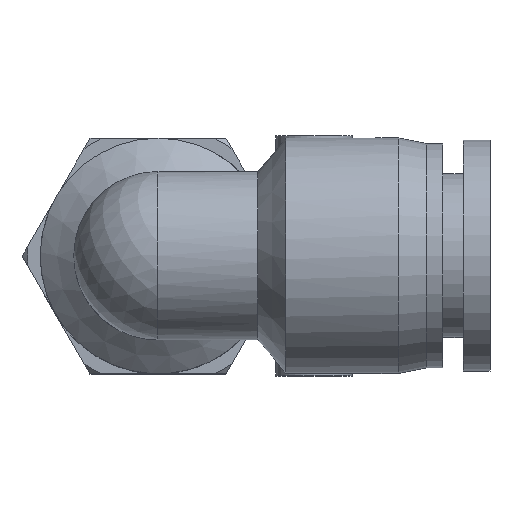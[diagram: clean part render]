
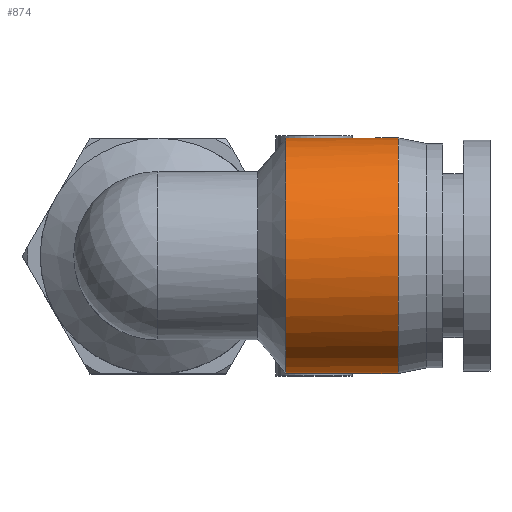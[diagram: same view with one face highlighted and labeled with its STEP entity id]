
A CAD part, top view. The second image highlights one B-rep face of the part: STEP entity #874.
In plain terms, the highlighted cylindrical face has radius 10.5 mm (diameter 21 mm), a full revolution.
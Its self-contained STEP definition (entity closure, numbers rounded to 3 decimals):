
#142=FACE_OUTER_BOUND('',#201,.T.);
#201=EDGE_LOOP('',(#801,#802,#803,#804,#805,#806,#807,#808,#809));
#219=LINE('',#1373,#264);
#226=LINE('',#1394,#271);
#250=LINE('',#1610,#295);
#264=VECTOR('',#1043,1.);
#271=VECTOR('',#1066,1.);
#295=VECTOR('',#1224,10.5);
#313=CIRCLE('',#903,10.5);
#314=CIRCLE('',#905,10.5);
#343=CIRCLE('',#975,10.5);
#344=CIRCLE('',#977,10.5);
#345=CIRCLE('',#978,10.5);
#376=VERTEX_POINT('',#1368);
#377=VERTEX_POINT('',#1372);
#378=VERTEX_POINT('',#1376);
#380=VERTEX_POINT('',#1379);
#383=VERTEX_POINT('',#1393);
#429=VERTEX_POINT('',#1605);
#430=VERTEX_POINT('',#1609);
#466=EDGE_CURVE('',#377,#376,#219,.T.);
#469=EDGE_CURVE('',#380,#378,#313,.T.);
#472=EDGE_CURVE('',#378,#377,#314,.T.);
#477=EDGE_CURVE('',#383,#380,#226,.T.);
#555=EDGE_CURVE('',#429,#429,#343,.T.);
#556=EDGE_CURVE('',#429,#430,#250,.T.);
#557=EDGE_CURVE('',#383,#430,#344,.T.);
#558=EDGE_CURVE('',#430,#376,#345,.T.);
#801=ORIENTED_EDGE('',*,*,#555,.F.);
#802=ORIENTED_EDGE('',*,*,#556,.T.);
#803=ORIENTED_EDGE('',*,*,#557,.F.);
#804=ORIENTED_EDGE('',*,*,#477,.T.);
#805=ORIENTED_EDGE('',*,*,#469,.T.);
#806=ORIENTED_EDGE('',*,*,#472,.T.);
#807=ORIENTED_EDGE('',*,*,#466,.T.);
#808=ORIENTED_EDGE('',*,*,#558,.F.);
#809=ORIENTED_EDGE('',*,*,#556,.F.);
#825=CYLINDRICAL_SURFACE('',#976,10.5);
#874=ADVANCED_FACE('',(#142),#825,.T.);
#903=AXIS2_PLACEMENT_3D('',#1380,#1048,#1049);
#905=AXIS2_PLACEMENT_3D('',#1384,#1054,#1055);
#975=AXIS2_PLACEMENT_3D('',#1607,#1220,#1221);
#976=AXIS2_PLACEMENT_3D('',#1608,#1222,#1223);
#977=AXIS2_PLACEMENT_3D('',#1611,#1225,#1226);
#978=AXIS2_PLACEMENT_3D('',#1612,#1227,#1228);
#1043=DIRECTION('',(-1.,0.,0.));
#1048=DIRECTION('center_axis',(1.,0.,0.));
#1049=DIRECTION('ref_axis',(0.,1.,0.));
#1054=DIRECTION('center_axis',(1.,0.,0.));
#1055=DIRECTION('ref_axis',(0.,1.,0.));
#1066=DIRECTION('',(1.,0.,0.));
#1220=DIRECTION('center_axis',(1.,0.,0.));
#1221=DIRECTION('ref_axis',(0.,-1.,0.));
#1222=DIRECTION('center_axis',(1.,0.,0.));
#1223=DIRECTION('ref_axis',(0.,1.,0.));
#1224=DIRECTION('',(-1.,0.,0.));
#1225=DIRECTION('center_axis',(-1.,0.,0.));
#1226=DIRECTION('ref_axis',(0.,0.,1.));
#1227=DIRECTION('center_axis',(-1.,0.,0.));
#1228=DIRECTION('ref_axis',(0.,0.,1.));
#1368=CARTESIAN_POINT('',(11.4,1.,28.548));
#1372=CARTESIAN_POINT('',(13.9,1.,28.548));
#1373=CARTESIAN_POINT('',(11.4,1.,28.548));
#1376=CARTESIAN_POINT('',(13.9,0.,28.5));
#1379=CARTESIAN_POINT('',(13.9,-1.,28.548));
#1380=CARTESIAN_POINT('Origin',(13.9,0.,39.));
#1384=CARTESIAN_POINT('Origin',(13.9,0.,39.));
#1393=CARTESIAN_POINT('',(11.4,-1.,28.548));
#1394=CARTESIAN_POINT('',(11.4,-1.,28.548));
#1605=CARTESIAN_POINT('',(21.4,-10.5,39.));
#1607=CARTESIAN_POINT('Origin',(21.4,0.,39.));
#1608=CARTESIAN_POINT('Origin',(11.4,0.,39.));
#1609=CARTESIAN_POINT('',(11.4,-10.5,39.));
#1610=CARTESIAN_POINT('',(11.4,-10.5,39.));
#1611=CARTESIAN_POINT('Origin',(11.4,0.,39.));
#1612=CARTESIAN_POINT('Origin',(11.4,0.,39.));
